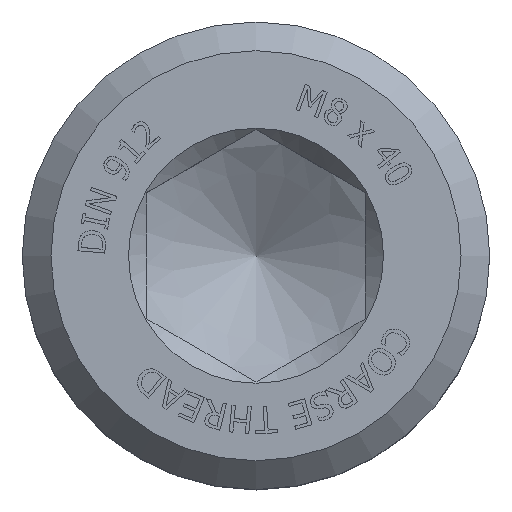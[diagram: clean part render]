
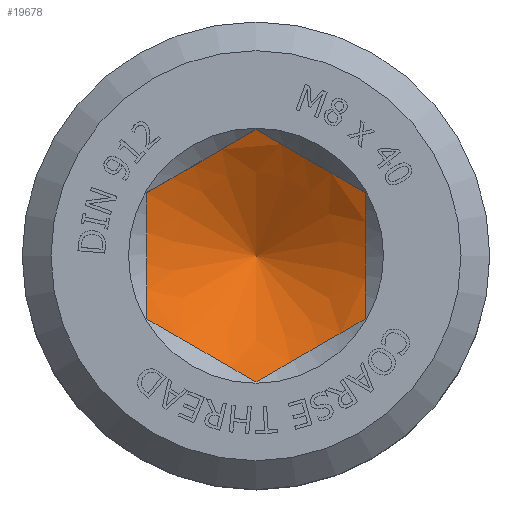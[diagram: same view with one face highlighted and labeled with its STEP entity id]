
A CAD part, top view. The second image highlights one B-rep face of the part: STEP entity #19678.
In plain terms, the highlighted conical face has half-angle 60 degrees and reference radius 2.6 mm.
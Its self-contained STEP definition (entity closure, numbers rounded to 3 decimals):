
#19326=CARTESIAN_POINT('',(0.,3.51,-4.0));
#19327=VERTEX_POINT('',#19326);
#19334=CARTESIAN_POINT('',(3.04,1.755,-4.0));
#19335=VERTEX_POINT('',#19334);
#19336=CARTESIAN_POINT('',(3.04,1.755,-4.0));
#19337=CARTESIAN_POINT('',(1.52,2.633,-4.507));
#19338=CARTESIAN_POINT('',(0.,3.51,-4.0));
#19346=(BOUNDED_CURVE()B_SPLINE_CURVE(2,(#19336,#19337,#19338),.UNSPECIFIED.,.F.,.U.)B_SPLINE_CURVE_WITH_KNOTS((3,3),(0.21,0.67),.UNSPECIFIED.)CURVE()GEOMETRIC_REPRESENTATION_ITEM()RATIONAL_B_SPLINE_CURVE((1.258,1.453,1.258))REPRESENTATION_ITEM(''));
#19347=EDGE_CURVE('',#19335,#19327,#19346,.T.);
#19364=CARTESIAN_POINT('',(-3.04,1.755,-4.0));
#19365=VERTEX_POINT('',#19364);
#19372=CARTESIAN_POINT('',(0.,3.51,-4.0));
#19373=CARTESIAN_POINT('',(-1.52,2.633,-4.507));
#19374=CARTESIAN_POINT('',(-3.04,1.755,-4.0));
#19382=(BOUNDED_CURVE()B_SPLINE_CURVE(2,(#19372,#19373,#19374),.UNSPECIFIED.,.F.,.U.)B_SPLINE_CURVE_WITH_KNOTS((3,3),(0.21,0.67),.UNSPECIFIED.)CURVE()GEOMETRIC_REPRESENTATION_ITEM()RATIONAL_B_SPLINE_CURVE((1.258,1.453,1.258))REPRESENTATION_ITEM(''));
#19383=EDGE_CURVE('',#19327,#19365,#19382,.T.);
#19395=CARTESIAN_POINT('',(-3.04,-1.755,-4.0));
#19396=VERTEX_POINT('',#19395);
#19403=CARTESIAN_POINT('',(-3.04,1.755,-4.0));
#19404=CARTESIAN_POINT('',(-3.04,0.,-4.507));
#19405=CARTESIAN_POINT('',(-3.04,-1.755,-4.0));
#19413=(BOUNDED_CURVE()B_SPLINE_CURVE(2,(#19403,#19404,#19405),.UNSPECIFIED.,.F.,.U.)B_SPLINE_CURVE_WITH_KNOTS((3,3),(0.21,0.67),.UNSPECIFIED.)CURVE()GEOMETRIC_REPRESENTATION_ITEM()RATIONAL_B_SPLINE_CURVE((1.258,1.453,1.258))REPRESENTATION_ITEM(''));
#19414=EDGE_CURVE('',#19365,#19396,#19413,.T.);
#19426=CARTESIAN_POINT('',(0.,-3.51,-4.0));
#19427=VERTEX_POINT('',#19426);
#19434=CARTESIAN_POINT('',(-3.04,-1.755,-4.0));
#19435=CARTESIAN_POINT('',(-1.52,-2.633,-4.507));
#19436=CARTESIAN_POINT('',(0.,-3.51,-4.0));
#19444=(BOUNDED_CURVE()B_SPLINE_CURVE(2,(#19434,#19435,#19436),.UNSPECIFIED.,.F.,.U.)B_SPLINE_CURVE_WITH_KNOTS((3,3),(0.21,0.67),.UNSPECIFIED.)CURVE()GEOMETRIC_REPRESENTATION_ITEM()RATIONAL_B_SPLINE_CURVE((1.258,1.453,1.258))REPRESENTATION_ITEM(''));
#19445=EDGE_CURVE('',#19396,#19427,#19444,.T.);
#19457=CARTESIAN_POINT('',(3.04,-1.755,-4.));
#19458=VERTEX_POINT('',#19457);
#19465=CARTESIAN_POINT('',(0.,-3.51,-4.0));
#19466=CARTESIAN_POINT('',(1.52,-2.633,-4.507));
#19467=CARTESIAN_POINT('',(3.04,-1.755,-4.));
#19475=(BOUNDED_CURVE()B_SPLINE_CURVE(2,(#19465,#19466,#19467),.UNSPECIFIED.,.F.,.U.)B_SPLINE_CURVE_WITH_KNOTS((3,3),(0.21,0.67),.UNSPECIFIED.)CURVE()GEOMETRIC_REPRESENTATION_ITEM()RATIONAL_B_SPLINE_CURVE((1.258,1.453,1.258))REPRESENTATION_ITEM(''));
#19476=EDGE_CURVE('',#19427,#19458,#19475,.T.);
#19489=CARTESIAN_POINT('',(3.04,-1.755,-4.));
#19490=CARTESIAN_POINT('',(3.04,0.,-4.507));
#19491=CARTESIAN_POINT('',(3.04,1.755,-4.0));
#19499=(BOUNDED_CURVE()B_SPLINE_CURVE(2,(#19489,#19490,#19491),.UNSPECIFIED.,.F.,.U.)B_SPLINE_CURVE_WITH_KNOTS((3,3),(0.21,0.67),.UNSPECIFIED.)CURVE()GEOMETRIC_REPRESENTATION_ITEM()RATIONAL_B_SPLINE_CURVE((1.258,1.453,1.258))REPRESENTATION_ITEM(''));
#19500=EDGE_CURVE('',#19458,#19335,#19499,.T.);
#19665=CARTESIAN_POINT('',(0.0,0.,-4.526));
#19666=DIRECTION('',(0.0,0.,1.0));
#19667=DIRECTION('',(0.0,1.0,0.0));
#19668=AXIS2_PLACEMENT_3D('',#19665,#19666,#19667);
#19669=CONICAL_SURFACE('',#19668,2.6,60.);
#19670=ORIENTED_EDGE('',*,*,#19414,.T.);
#19671=ORIENTED_EDGE('',*,*,#19445,.T.);
#19672=ORIENTED_EDGE('',*,*,#19476,.T.);
#19673=ORIENTED_EDGE('',*,*,#19500,.T.);
#19674=ORIENTED_EDGE('',*,*,#19347,.T.);
#19675=ORIENTED_EDGE('',*,*,#19383,.T.);
#19676=EDGE_LOOP('',(#19670,#19671,#19672,#19673,#19674,#19675));
#19677=FACE_OUTER_BOUND('',#19676,.T.);
#19678=ADVANCED_FACE('',(#19677),#19669,.F.);
